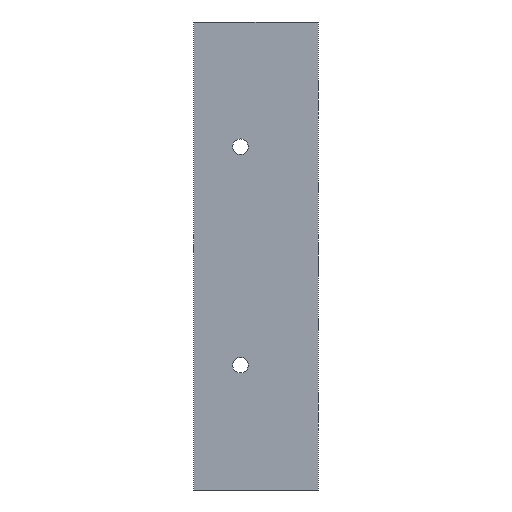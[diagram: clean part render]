
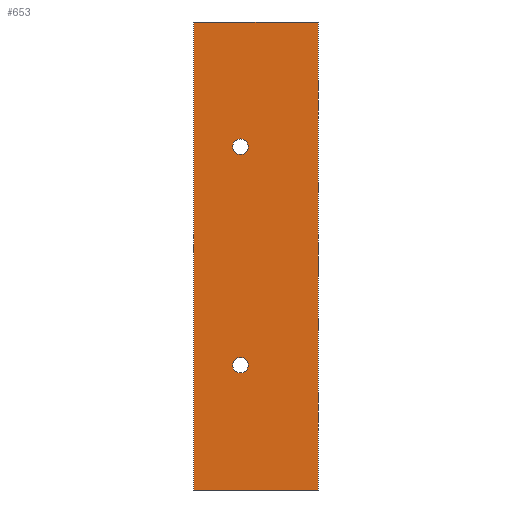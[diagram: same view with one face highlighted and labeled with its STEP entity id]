
A CAD part, front view. The second image highlights one B-rep face of the part: STEP entity #653.
In plain terms, the highlighted planar face has unit normal (0, -1, 0).
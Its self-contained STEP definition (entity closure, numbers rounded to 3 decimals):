
#30 = DIRECTION ( 'NONE',  ( 0., -1., 0. ) ) ;
#31 = DIRECTION ( 'NONE',  ( 0., 0., -1. ) ) ;
#35 = CARTESIAN_POINT ( 'NONE',  ( 15., 0., 110. ) ) ;
#36 = DIRECTION ( 'NONE',  ( 0., -1., 0. ) ) ;
#38 = CARTESIAN_POINT ( 'NONE',  ( 15., 0., 110. ) ) ;
#39 = DIRECTION ( 'NONE',  ( 0., 0., -1. ) ) ;
#41 = CARTESIAN_POINT ( 'NONE',  ( 15., 0., 40. ) ) ;
#48 = DIRECTION ( 'NONE',  ( 0., 0., -1. ) ) ;
#58 = DIRECTION ( 'NONE',  ( 0., -1., 0. ) ) ;
#65 = DIRECTION ( 'NONE',  ( 0., 0., -1. ) ) ;
#75 = CARTESIAN_POINT ( 'NONE',  ( 0., 0., 150. ) ) ;
#76 = VERTEX_POINT ( 'NONE', #140 ) ;
#89 = VERTEX_POINT ( 'NONE', #154 ) ;
#91 = VERTEX_POINT ( 'NONE', #156 ) ;
#96 = VERTEX_POINT ( 'NONE', #161 ) ;
#98 = VERTEX_POINT ( 'NONE', #163 ) ;
#100 = VERTEX_POINT ( 'NONE', #165 ) ;
#112 = VERTEX_POINT ( 'NONE', #174 ) ;
#113 = VERTEX_POINT ( 'NONE', #175 ) ;
#140 = CARTESIAN_POINT ( 'NONE',  ( 40., 0., 150. ) ) ;
#154 = CARTESIAN_POINT ( 'NONE',  ( 0., 0., 150. ) ) ;
#156 = CARTESIAN_POINT ( 'NONE',  ( 15., 0., 37.5 ) ) ;
#161 = CARTESIAN_POINT ( 'NONE',  ( 0., 0., 0. ) ) ;
#163 = CARTESIAN_POINT ( 'NONE',  ( 15., 0., 112.5 ) ) ;
#165 = CARTESIAN_POINT ( 'NONE',  ( 40., 0., 0. ) ) ;
#174 = CARTESIAN_POINT ( 'NONE',  ( 15., 0., 42.5 ) ) ;
#175 = CARTESIAN_POINT ( 'NONE',  ( 15., 0., 107.5 ) ) ;
#183 = CIRCLE ( 'NONE', #388, 2.5 ) ;
#188 = CIRCLE ( 'NONE', #390, 2.5 ) ;
#203 = CIRCLE ( 'NONE', #384, 2.5 ) ;
#264 = FACE_BOUND ( 'NONE', #335, .T. ) ;
#267 = LINE ( 'NONE', #749, #269 ) ;
#269 = VECTOR ( 'NONE', #750, 1000. ) ;
#270 = FACE_BOUND ( 'NONE', #329, .T. ) ;
#271 = FACE_OUTER_BOUND ( 'NONE', #323, .T. ) ;
#275 = LINE ( 'NONE', #751, #276 ) ;
#276 = VECTOR ( 'NONE', #752, 1000. ) ;
#277 = LINE ( 'NONE', #753, #278 ) ;
#278 = VECTOR ( 'NONE', #754, 1000. ) ;
#280 = CIRCLE ( 'NONE', #423, 2.5 ) ;
#323 = EDGE_LOOP ( 'NONE', ( #495, #496, #497, #498 ) ) ;
#329 = EDGE_LOOP ( 'NONE', ( #493, #494 ) ) ;
#335 = EDGE_LOOP ( 'NONE', ( #491, #492 ) ) ;
#353 = EDGE_CURVE ( 'NONE', #89, #96, #606, .T. ) ;
#357 = EDGE_CURVE ( 'NONE', #113, #98, #183, .T. ) ;
#361 = EDGE_CURVE ( 'NONE', #112, #91, #188, .T. ) ;
#369 = EDGE_CURVE ( 'NONE', #98, #113, #203, .T. ) ;
#384 = AXIS2_PLACEMENT_3D ( 'NONE', #38, #30, #31 ) ;
#388 = AXIS2_PLACEMENT_3D ( 'NONE', #35, #58, #65 ) ;
#390 = AXIS2_PLACEMENT_3D ( 'NONE', #41, #36, #48 ) ;
#422 = AXIS2_PLACEMENT_3D ( 'NONE', #734, #741, #742 ) ;
#423 = AXIS2_PLACEMENT_3D ( 'NONE', #736, #756, #757 ) ;
#491 = ORIENTED_EDGE ( 'NONE', *, *, #816, .F. ) ;
#492 = ORIENTED_EDGE ( 'NONE', *, *, #361, .F. ) ;
#493 = ORIENTED_EDGE ( 'NONE', *, *, #357, .F. ) ;
#494 = ORIENTED_EDGE ( 'NONE', *, *, #369, .F. ) ;
#495 = ORIENTED_EDGE ( 'NONE', *, *, #797, .T. ) ;
#496 = ORIENTED_EDGE ( 'NONE', *, *, #815, .F. ) ;
#497 = ORIENTED_EDGE ( 'NONE', *, *, #796, .F. ) ;
#498 = ORIENTED_EDGE ( 'NONE', *, *, #353, .T. ) ;
#606 = LINE ( 'NONE', #75, #609 ) ;
#609 = VECTOR ( 'NONE', #39, 1000. ) ;
#653 = ADVANCED_FACE ( 'NONE', ( #264, #270, #271 ), #740, .F. ) ;
#734 = CARTESIAN_POINT ( 'NONE',  ( 0., 0., 150. ) ) ;
#736 = CARTESIAN_POINT ( 'NONE',  ( 15., 0., 40. ) ) ;
#740 = PLANE ( 'NONE',  #422 ) ;
#741 = DIRECTION ( 'NONE',  ( 0., 1., 0. ) ) ;
#742 = DIRECTION ( 'NONE',  ( 0., 0., 1. ) ) ;
#749 = CARTESIAN_POINT ( 'NONE',  ( 0., 0., 150. ) ) ;
#750 = DIRECTION ( 'NONE',  ( 1., 0., 0. ) ) ;
#751 = CARTESIAN_POINT ( 'NONE',  ( 0., 0., 0. ) ) ;
#752 = DIRECTION ( 'NONE',  ( 1., 0., 0. ) ) ;
#753 = CARTESIAN_POINT ( 'NONE',  ( 40., 0., 150. ) ) ;
#754 = DIRECTION ( 'NONE',  ( 0., 0., -1. ) ) ;
#756 = DIRECTION ( 'NONE',  ( 0., -1., 0. ) ) ;
#757 = DIRECTION ( 'NONE',  ( 0., 0., -1. ) ) ;
#796 = EDGE_CURVE ( 'NONE', #89, #76, #267, .T. ) ;
#797 = EDGE_CURVE ( 'NONE', #96, #100, #275, .T. ) ;
#815 = EDGE_CURVE ( 'NONE', #76, #100, #277, .T. ) ;
#816 = EDGE_CURVE ( 'NONE', #91, #112, #280, .T. ) ;
